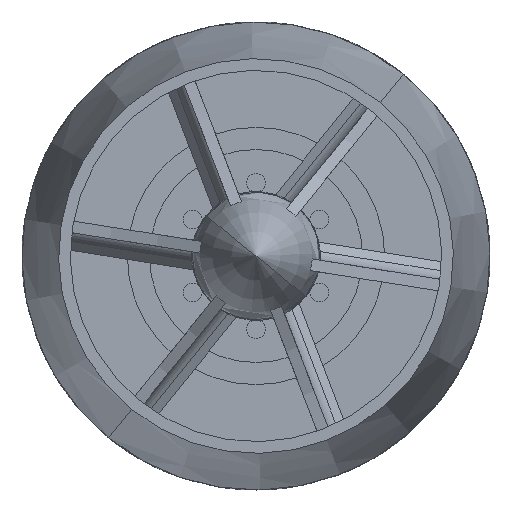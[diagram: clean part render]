
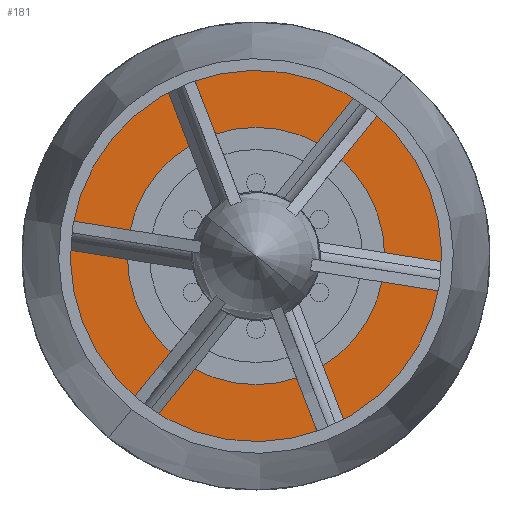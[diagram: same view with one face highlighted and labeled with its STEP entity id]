
A CAD part, left-side view. The second image highlights one B-rep face of the part: STEP entity #181.
In plain terms, the highlighted planar face has unit normal (-1, 0, 0).
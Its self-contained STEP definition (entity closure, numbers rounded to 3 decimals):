
#54 = DIRECTION ( 'NONE',  ( 0., 0., -1. ) ) ;
#160 = AXIS2_PLACEMENT_3D ( 'NONE', #2392, #12634, #5984 ) ;
#181 = ADVANCED_FACE ( 'NONE', ( #8902, #15140 ), #11332, .F. ) ;
#749 = VERTEX_POINT ( 'NONE', #13624 ) ;
#996 = CIRCLE ( 'NONE', #5787, 22. ) ;
#1383 = CARTESIAN_POINT ( 'NONE',  ( -70., 0., -37. ) ) ;
#1710 = CARTESIAN_POINT ( 'NONE',  ( -70., 0., -22. ) ) ;
#1887 = CARTESIAN_POINT ( 'NONE',  ( -70., 0., 37. ) ) ;
#2392 = CARTESIAN_POINT ( 'NONE',  ( -70., 0., 0. ) ) ;
#2430 = CARTESIAN_POINT ( 'NONE',  ( -70., 0., 0. ) ) ;
#3103 = DIRECTION ( 'NONE',  ( -1., 0., 0. ) ) ;
#4018 = ORIENTED_EDGE ( 'NONE', *, *, #16164, .T. ) ;
#4436 = CARTESIAN_POINT ( 'NONE',  ( -70., 0., 0. ) ) ;
#5267 = ORIENTED_EDGE ( 'NONE', *, *, #14771, .T. ) ;
#5385 = VERTEX_POINT ( 'NONE', #1383 ) ;
#5787 = AXIS2_PLACEMENT_3D ( 'NONE', #4436, #3103, #8187 ) ;
#5984 = DIRECTION ( 'NONE',  ( 0., 0., 1. ) ) ;
#6301 = CIRCLE ( 'NONE', #9496, 22. ) ;
#6315 = AXIS2_PLACEMENT_3D ( 'NONE', #2430, #12589, #10171 ) ;
#7086 = ORIENTED_EDGE ( 'NONE', *, *, #8390, .F. ) ;
#8187 = DIRECTION ( 'NONE',  ( 0., 0., 1. ) ) ;
#8390 = EDGE_CURVE ( 'NONE', #749, #15805, #6301, .T. ) ;
#8708 = DIRECTION ( 'NONE',  ( -1., 0., 0. ) ) ;
#8902 = FACE_BOUND ( 'NONE', #12356, .T. ) ;
#9001 = VERTEX_POINT ( 'NONE', #1887 ) ;
#9185 = AXIS2_PLACEMENT_3D ( 'NONE', #10080, #11491, #54 ) ;
#9496 = AXIS2_PLACEMENT_3D ( 'NONE', #15030, #8708, #11297 ) ;
#10080 = CARTESIAN_POINT ( 'NONE',  ( -70., 37., 0. ) ) ;
#10171 = DIRECTION ( 'NONE',  ( 0., 0., 1. ) ) ;
#11095 = CIRCLE ( 'NONE', #160, 37. ) ;
#11297 = DIRECTION ( 'NONE',  ( 0., 0., 1. ) ) ;
#11332 = PLANE ( 'NONE',  #9185 ) ;
#11491 = DIRECTION ( 'NONE',  ( 1., 0., 0. ) ) ;
#11915 = CIRCLE ( 'NONE', #6315, 37. ) ;
#12356 = EDGE_LOOP ( 'NONE', ( #7086, #13383 ) ) ;
#12589 = DIRECTION ( 'NONE',  ( -1., 0., 0. ) ) ;
#12634 = DIRECTION ( 'NONE',  ( -1., 0., 0. ) ) ;
#13383 = ORIENTED_EDGE ( 'NONE', *, *, #14661, .F. ) ;
#13624 = CARTESIAN_POINT ( 'NONE',  ( -70., 0., 22. ) ) ;
#13769 = EDGE_LOOP ( 'NONE', ( #5267, #4018 ) ) ;
#14661 = EDGE_CURVE ( 'NONE', #15805, #749, #996, .T. ) ;
#14771 = EDGE_CURVE ( 'NONE', #9001, #5385, #11915, .T. ) ;
#15030 = CARTESIAN_POINT ( 'NONE',  ( -70., 0., 0. ) ) ;
#15140 = FACE_OUTER_BOUND ( 'NONE', #13769, .T. ) ;
#15805 = VERTEX_POINT ( 'NONE', #1710 ) ;
#16164 = EDGE_CURVE ( 'NONE', #5385, #9001, #11095, .T. ) ;
